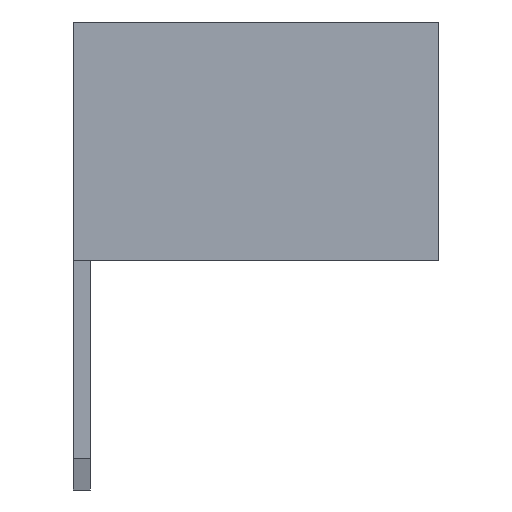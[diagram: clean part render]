
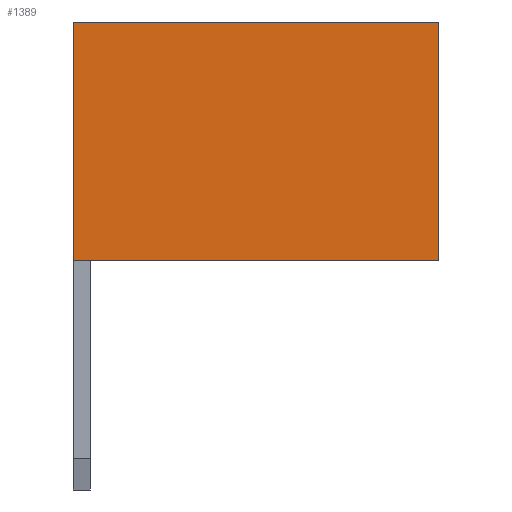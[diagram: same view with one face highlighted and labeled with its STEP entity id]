
A CAD part, left-side view. The second image highlights one B-rep face of the part: STEP entity #1389.
In plain terms, the highlighted planar face has unit normal (-1, 0, 0).
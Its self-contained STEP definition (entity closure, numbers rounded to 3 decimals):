
#1389=ADVANCED_FACE('',(#9649),#9651,.T.);
#9649=FACE_BOUND('',#9650,.T.);
#9650=EDGE_LOOP('',(#16255,#16256,#16257,#16258));
#9651=PLANE('',#9652);
#9652=AXIS2_PLACEMENT_3D('',#9653,#9654,#9655);
#9653=CARTESIAN_POINT('',(-1.,-4.2,0.));
#9654=DIRECTION('',(-1.,0.,0.));
#9655=DIRECTION('',(0.,0.,1.));
#16255=ORIENTED_EDGE('',*,*,#20809,.T.);
#16256=ORIENTED_EDGE('',*,*,#21056,.T.);
#16257=ORIENTED_EDGE('',*,*,#20690,.F.);
#16258=ORIENTED_EDGE('',*,*,#21055,.F.);
#20690=EDGE_CURVE('',#23482,#23484,#23485,.T.);
#20809=EDGE_CURVE('',#23652,#23653,#23654,.T.);
#21055=EDGE_CURVE('',#23652,#23482,#24061,.T.);
#21056=EDGE_CURVE('',#23653,#23484,#24062,.T.);
#23482=VERTEX_POINT('',#28160);
#23484=VERTEX_POINT('',#28164);
#23485=LINE('',#28165,#28166);
#23652=VERTEX_POINT('',#28570);
#23653=VERTEX_POINT('',#28571);
#23654=LINE('',#28572,#28573);
#24061=LINE('',#29471,#29472);
#24062=LINE('',#29474,#29475);
#28160=CARTESIAN_POINT('',(-1.,0.1,0.));
#28164=CARTESIAN_POINT('',(-1.,0.1,2.8));
#28165=CARTESIAN_POINT('',(-1.,0.1,0.));
#28166=VECTOR('',#28167,1.);
#28167=DIRECTION('',(0.,0.,1.));
#28570=CARTESIAN_POINT('',(-1.,-4.2,0.));
#28571=CARTESIAN_POINT('',(-1.,-4.2,2.8));
#28572=CARTESIAN_POINT('',(-1.,-4.2,0.));
#28573=VECTOR('',#28574,1.);
#28574=DIRECTION('',(0.,0.,1.));
#29471=CARTESIAN_POINT('',(-1.,-4.2,0.));
#29472=VECTOR('',#29473,1.);
#29473=DIRECTION('',(0.,1.,0.));
#29474=CARTESIAN_POINT('',(-1.,-4.2,2.8));
#29475=VECTOR('',#29476,1.);
#29476=DIRECTION('',(0.,1.,0.));
